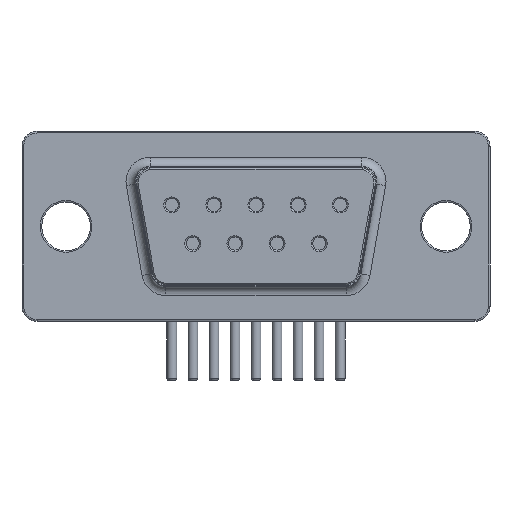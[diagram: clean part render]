
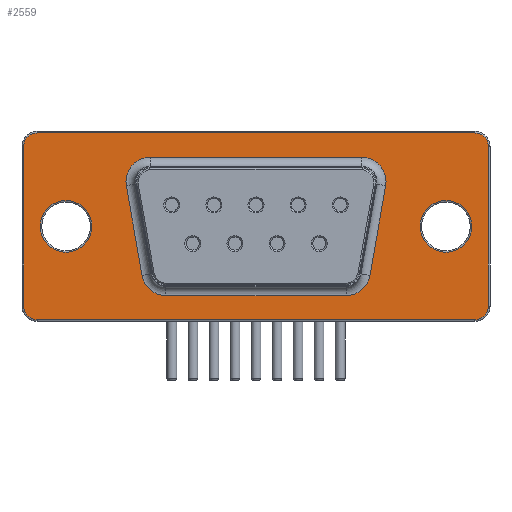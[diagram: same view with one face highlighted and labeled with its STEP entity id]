
A CAD part, front view. The second image highlights one B-rep face of the part: STEP entity #2559.
In plain terms, the highlighted planar face has unit normal (0, -1, 0).
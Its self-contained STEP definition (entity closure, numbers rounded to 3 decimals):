
#2308 = VERTEX_POINT('',#2309);
#2309 = CARTESIAN_POINT('',(9.76,-12.24,1.));
#2318 = VERTEX_POINT('',#2319);
#2319 = CARTESIAN_POINT('',(8.86,-12.24,0.1));
#2326 = EDGE_CURVE('',#2308,#2318,#2327,.T.);
#2327 = CIRCLE('',#2328,0.9);
#2328 = AXIS2_PLACEMENT_3D('',#2329,#2330,#2331);
#2329 = CARTESIAN_POINT('',(8.86,-12.24,1.));
#2330 = DIRECTION('',(0.,1.,0.));
#2331 = DIRECTION('',(1.,0.,0.));
#2342 = EDGE_CURVE('',#2318,#2343,#2345,.T.);
#2343 = VERTEX_POINT('',#2344);
#2344 = CARTESIAN_POINT('',(-19.94,-12.24,0.1));
#2345 = LINE('',#2346,#2347);
#2346 = CARTESIAN_POINT('',(8.86,-12.24,0.1));
#2347 = VECTOR('',#2348,1.);
#2348 = DIRECTION('',(-1.,0.,0.));
#2367 = VERTEX_POINT('',#2368);
#2368 = CARTESIAN_POINT('',(9.76,-12.24,11.5));
#2375 = EDGE_CURVE('',#2367,#2308,#2376,.T.);
#2376 = LINE('',#2377,#2378);
#2377 = CARTESIAN_POINT('',(9.76,-12.24,11.5));
#2378 = VECTOR('',#2379,1.);
#2379 = DIRECTION('',(0.,0.,-1.));
#2394 = VERTEX_POINT('',#2395);
#2395 = CARTESIAN_POINT('',(-20.84,-12.24,1.));
#2402 = EDGE_CURVE('',#2343,#2394,#2403,.T.);
#2403 = CIRCLE('',#2404,0.9);
#2404 = AXIS2_PLACEMENT_3D('',#2405,#2406,#2407);
#2405 = CARTESIAN_POINT('',(-19.94,-12.24,1.));
#2406 = DIRECTION('',(0.,1.,0.));
#2407 = DIRECTION('',(0.,0.,-1.));
#2418 = VERTEX_POINT('',#2419);
#2419 = CARTESIAN_POINT('',(8.86,-12.24,12.4));
#2428 = EDGE_CURVE('',#2418,#2367,#2429,.T.);
#2429 = CIRCLE('',#2430,0.9);
#2430 = AXIS2_PLACEMENT_3D('',#2431,#2432,#2433);
#2431 = CARTESIAN_POINT('',(8.86,-12.24,11.5));
#2432 = DIRECTION('',(0.,1.,0.));
#2433 = DIRECTION('',(0.,0.,1.));
#2444 = EDGE_CURVE('',#2394,#2445,#2447,.T.);
#2445 = VERTEX_POINT('',#2446);
#2446 = CARTESIAN_POINT('',(-20.84,-12.24,11.5));
#2447 = LINE('',#2448,#2449);
#2448 = CARTESIAN_POINT('',(-20.84,-12.24,1.));
#2449 = VECTOR('',#2450,1.);
#2450 = DIRECTION('',(0.,0.,1.));
#2469 = VERTEX_POINT('',#2470);
#2470 = CARTESIAN_POINT('',(-19.94,-12.24,12.4));
#2477 = EDGE_CURVE('',#2469,#2418,#2478,.T.);
#2478 = LINE('',#2479,#2480);
#2479 = CARTESIAN_POINT('',(-19.94,-12.24,12.4));
#2480 = VECTOR('',#2481,1.);
#2481 = DIRECTION('',(1.,0.,0.));
#2496 = EDGE_CURVE('',#2445,#2469,#2497,.T.);
#2497 = CIRCLE('',#2498,0.9);
#2498 = AXIS2_PLACEMENT_3D('',#2499,#2500,#2501);
#2499 = CARTESIAN_POINT('',(-19.94,-12.24,11.5));
#2500 = DIRECTION('',(0.,1.,0.));
#2501 = DIRECTION('',(-1.,0.,0.));
#2512 = VERTEX_POINT('',#2513);
#2513 = CARTESIAN_POINT('',(8.66,-12.24,6.25));
#2522 = EDGE_CURVE('',#2512,#2512,#2523,.T.);
#2523 = CIRCLE('',#2524,1.7);
#2524 = AXIS2_PLACEMENT_3D('',#2525,#2526,#2527);
#2525 = CARTESIAN_POINT('',(6.96,-12.24,6.25));
#2526 = DIRECTION('',(0.,-1.,0.));
#2527 = DIRECTION('',(1.,0.,0.));
#2538 = VERTEX_POINT('',#2539);
#2539 = CARTESIAN_POINT('',(-16.34,-12.24,6.25));
#2548 = EDGE_CURVE('',#2538,#2538,#2549,.T.);
#2549 = CIRCLE('',#2550,1.7);
#2550 = AXIS2_PLACEMENT_3D('',#2551,#2552,#2553);
#2551 = CARTESIAN_POINT('',(-18.04,-12.24,6.25));
#2552 = DIRECTION('',(0.,-1.,0.));
#2553 = DIRECTION('',(1.,0.,0.));
#2559 = ADVANCED_FACE('',(#2560,#2630,#2640,#2643),#2646,.T.);
#2560 = FACE_BOUND('',#2561,.T.);
#2561 = EDGE_LOOP('',(#2562,#2572,#2581,#2589,#2598,#2606,#2615,#2623));
#2562 = ORIENTED_EDGE('',*,*,#2563,.T.);
#2563 = EDGE_CURVE('',#2564,#2566,#2568,.T.);
#2564 = VERTEX_POINT('',#2565);
#2565 = CARTESIAN_POINT('',(0.385,-12.24,1.7));
#2566 = VERTEX_POINT('',#2567);
#2567 = CARTESIAN_POINT('',(-11.465,-12.24,1.7));
#2568 = LINE('',#2569,#2570);
#2569 = CARTESIAN_POINT('',(0.385,-12.24,1.7));
#2570 = VECTOR('',#2571,1.);
#2571 = DIRECTION('',(-1.,0.,0.));
#2572 = ORIENTED_EDGE('',*,*,#2573,.T.);
#2573 = EDGE_CURVE('',#2566,#2574,#2576,.T.);
#2574 = VERTEX_POINT('',#2575);
#2575 = CARTESIAN_POINT('',(-13.041,-12.24,3.024));
#2576 = CIRCLE('',#2577,1.6);
#2577 = AXIS2_PLACEMENT_3D('',#2578,#2579,#2580);
#2578 = CARTESIAN_POINT('',(-11.465,-12.24,3.3));
#2579 = DIRECTION('',(0.,1.,0.));
#2580 = DIRECTION('',(0.,0.,-1.));
#2581 = ORIENTED_EDGE('',*,*,#2582,.T.);
#2582 = EDGE_CURVE('',#2574,#2583,#2585,.T.);
#2583 = VERTEX_POINT('',#2584);
#2584 = CARTESIAN_POINT('',(-14.075,-12.24,8.924));
#2585 = LINE('',#2586,#2587);
#2586 = CARTESIAN_POINT('',(-13.041,-12.24,3.024));
#2587 = VECTOR('',#2588,1.);
#2588 = DIRECTION('',(-0.173,0.,0.985
));
#2589 = ORIENTED_EDGE('',*,*,#2590,.T.);
#2590 = EDGE_CURVE('',#2583,#2591,#2593,.T.);
#2591 = VERTEX_POINT('',#2592);
#2592 = CARTESIAN_POINT('',(-12.499,-12.24,10.8));
#2593 = CIRCLE('',#2594,1.6);
#2594 = AXIS2_PLACEMENT_3D('',#2595,#2596,#2597);
#2595 = CARTESIAN_POINT('',(-12.499,-12.24,9.2));
#2596 = DIRECTION('',(0.,1.,0.));
#2597 = DIRECTION('',(-0.985,0.,
-0.173));
#2598 = ORIENTED_EDGE('',*,*,#2599,.T.);
#2599 = EDGE_CURVE('',#2591,#2600,#2602,.T.);
#2600 = VERTEX_POINT('',#2601);
#2601 = CARTESIAN_POINT('',(1.419,-12.24,10.8));
#2602 = LINE('',#2603,#2604);
#2603 = CARTESIAN_POINT('',(-12.499,-12.24,10.8));
#2604 = VECTOR('',#2605,1.);
#2605 = DIRECTION('',(1.,0.,0.));
#2606 = ORIENTED_EDGE('',*,*,#2607,.T.);
#2607 = EDGE_CURVE('',#2600,#2608,#2610,.T.);
#2608 = VERTEX_POINT('',#2609);
#2609 = CARTESIAN_POINT('',(2.995,-12.24,8.924));
#2610 = CIRCLE('',#2611,1.6);
#2611 = AXIS2_PLACEMENT_3D('',#2612,#2613,#2614);
#2612 = CARTESIAN_POINT('',(1.419,-12.24,9.2));
#2613 = DIRECTION('',(0.,1.,0.));
#2614 = DIRECTION('',(0.,0.,1.));
#2615 = ORIENTED_EDGE('',*,*,#2616,.T.);
#2616 = EDGE_CURVE('',#2608,#2617,#2619,.T.);
#2617 = VERTEX_POINT('',#2618);
#2618 = CARTESIAN_POINT('',(1.961,-12.24,3.024));
#2619 = LINE('',#2620,#2621);
#2620 = CARTESIAN_POINT('',(2.995,-12.24,8.924));
#2621 = VECTOR('',#2622,1.);
#2622 = DIRECTION('',(-0.173,0.,
-0.985));
#2623 = ORIENTED_EDGE('',*,*,#2624,.T.);
#2624 = EDGE_CURVE('',#2617,#2564,#2625,.T.);
#2625 = CIRCLE('',#2626,1.6);
#2626 = AXIS2_PLACEMENT_3D('',#2627,#2628,#2629);
#2627 = CARTESIAN_POINT('',(0.385,-12.24,3.3));
#2628 = DIRECTION('',(0.,1.,0.));
#2629 = DIRECTION('',(0.985,0.,
-0.173));
#2630 = FACE_BOUND('',#2631,.T.);
#2631 = EDGE_LOOP('',(#2632,#2633,#2634,#2635,#2636,#2637,#2638,#2639));
#2632 = ORIENTED_EDGE('',*,*,#2402,.F.);
#2633 = ORIENTED_EDGE('',*,*,#2342,.F.);
#2634 = ORIENTED_EDGE('',*,*,#2326,.F.);
#2635 = ORIENTED_EDGE('',*,*,#2375,.F.);
#2636 = ORIENTED_EDGE('',*,*,#2428,.F.);
#2637 = ORIENTED_EDGE('',*,*,#2477,.F.);
#2638 = ORIENTED_EDGE('',*,*,#2496,.F.);
#2639 = ORIENTED_EDGE('',*,*,#2444,.F.);
#2640 = FACE_BOUND('',#2641,.T.);
#2641 = EDGE_LOOP('',(#2642));
#2642 = ORIENTED_EDGE('',*,*,#2548,.F.);
#2643 = FACE_BOUND('',#2644,.T.);
#2644 = EDGE_LOOP('',(#2645));
#2645 = ORIENTED_EDGE('',*,*,#2522,.F.);
#2646 = PLANE('',#2647);
#2647 = AXIS2_PLACEMENT_3D('',#2648,#2649,#2650);
#2648 = CARTESIAN_POINT('',(-5.54,-12.24,6.25));
#2649 = DIRECTION('',(0.,-1.,0.));
#2650 = DIRECTION('',(1.,0.,0.));
